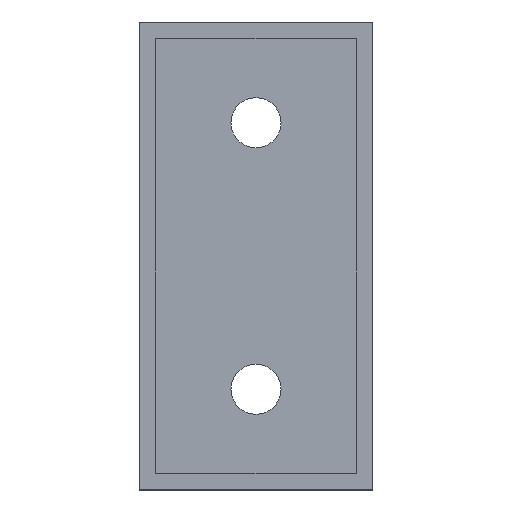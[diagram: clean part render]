
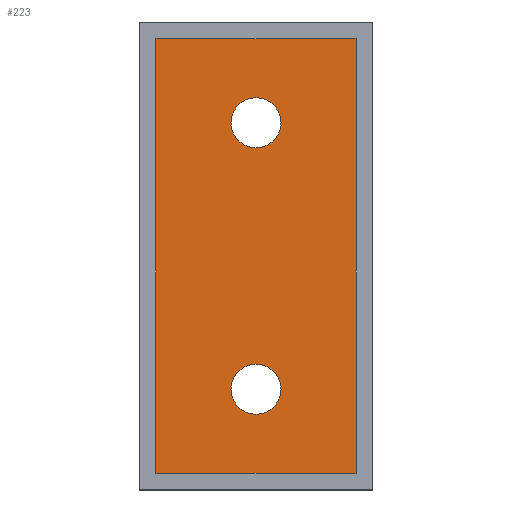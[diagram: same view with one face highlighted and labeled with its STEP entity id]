
A CAD part, top view. The second image highlights one B-rep face of the part: STEP entity #223.
In plain terms, the highlighted planar face has unit normal (0, 0, 1).
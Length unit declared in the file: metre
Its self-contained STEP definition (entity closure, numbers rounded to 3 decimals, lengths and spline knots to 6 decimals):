
#12=LINE('',#336,#36);
#13=LINE('',#339,#37);
#14=LINE('',#341,#38);
#15=LINE('',#343,#39);
#36=VECTOR('',#280,1.);
#37=VECTOR('',#281,1.);
#38=VECTOR('',#282,1.);
#39=VECTOR('',#283,1.);
#60=PLANE('',#253);
#75=ORIENTED_EDGE('',*,*,#129,.F.);
#76=ORIENTED_EDGE('',*,*,#127,.T.);
#77=ORIENTED_EDGE('',*,*,#131,.F.);
#78=ORIENTED_EDGE('',*,*,#132,.T.);
#79=ORIENTED_EDGE('',*,*,#133,.T.);
#80=ORIENTED_EDGE('',*,*,#134,.F.);
#127=EDGE_CURVE('',#155,#155,#175,.T.);
#129=EDGE_CURVE('',#157,#157,#177,.T.);
#131=EDGE_CURVE('',#159,#160,#12,.T.);
#132=EDGE_CURVE('',#159,#161,#13,.T.);
#133=EDGE_CURVE('',#161,#162,#14,.T.);
#134=EDGE_CURVE('',#160,#162,#15,.T.);
#155=VERTEX_POINT('',#327);
#157=VERTEX_POINT('',#332);
#159=VERTEX_POINT('',#337);
#160=VERTEX_POINT('',#338);
#161=VERTEX_POINT('',#340);
#162=VERTEX_POINT('',#342);
#175=CIRCLE('',#248,0.003);
#177=CIRCLE('',#251,0.003);
#183=EDGE_LOOP('',(#75));
#184=EDGE_LOOP('',(#76));
#185=EDGE_LOOP('',(#77,#78,#79,#80));
#203=FACE_BOUND('',#183,.T.);
#204=FACE_BOUND('',#184,.T.);
#205=FACE_BOUND('',#185,.T.);
#223=ADVANCED_FACE('',(#203,#204,#205),#60,.T.);
#248=AXIS2_PLACEMENT_3D('',#326,#268,#269);
#251=AXIS2_PLACEMENT_3D('',#331,#274,#275);
#253=AXIS2_PLACEMENT_3D('',#335,#278,#279);
#268=DIRECTION('',(0.,0.,-1.));
#269=DIRECTION('',(1.,0.,0.));
#274=DIRECTION('',(0.,0.,1.));
#275=DIRECTION('',(1.,0.,0.));
#278=DIRECTION('',(0.,0.,1.));
#279=DIRECTION('',(1.,0.,0.));
#280=DIRECTION('',(-1.,0.,0.));
#281=DIRECTION('',(0.,1.,0.));
#282=DIRECTION('',(-1.,0.,0.));
#283=DIRECTION('',(0.,1.,0.));
#326=CARTESIAN_POINT('',(0.,0.01594,0.001));
#327=CARTESIAN_POINT('',(0.003,0.01594,0.001));
#331=CARTESIAN_POINT('',(0.,-0.01594,0.001));
#332=CARTESIAN_POINT('',(0.003,-0.01594,0.001));
#335=CARTESIAN_POINT('',(0.,0.,0.001));
#336=CARTESIAN_POINT('',(0.,-0.026,0.001));
#337=CARTESIAN_POINT('',(0.012,-0.026,0.001));
#338=CARTESIAN_POINT('',(-0.012,-0.026,0.001));
#339=CARTESIAN_POINT('',(0.012,0.,0.001));
#340=CARTESIAN_POINT('',(0.012,0.026,0.001));
#341=CARTESIAN_POINT('',(0.,0.026,0.001));
#342=CARTESIAN_POINT('',(-0.012,0.026,0.001));
#343=CARTESIAN_POINT('',(-0.012,0.,0.001));
